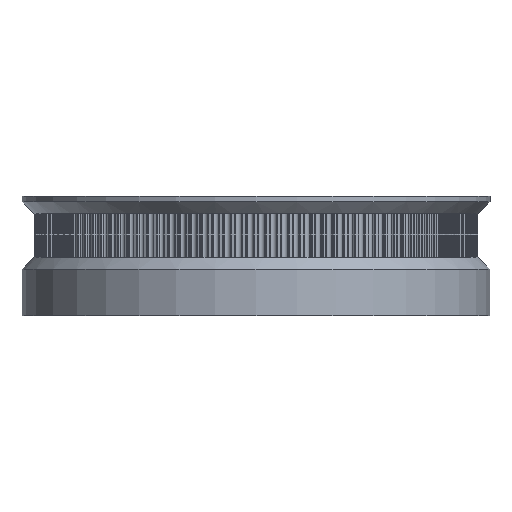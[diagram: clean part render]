
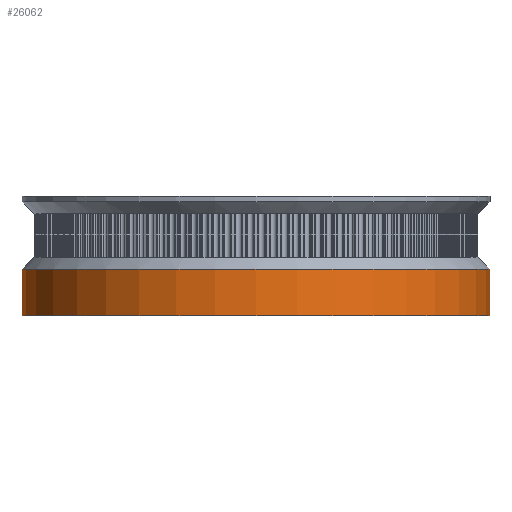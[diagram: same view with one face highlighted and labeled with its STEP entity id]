
A CAD part, front view. The second image highlights one B-rep face of the part: STEP entity #26062.
In plain terms, the highlighted cylindrical face has radius 40 mm (diameter 80 mm), a partial arc.
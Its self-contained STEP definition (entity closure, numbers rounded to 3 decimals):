
#860 = DIRECTION ( 'NONE',  ( 0., 0., 1. ) ) ;
#1433 = DIRECTION ( 'NONE',  ( 0., 0., 1. ) ) ;
#1490 = FACE_OUTER_BOUND ( 'NONE', #24091, .T. ) ;
#3613 = CARTESIAN_POINT ( 'NONE',  ( -40., 0., -2. ) ) ;
#4242 = DIRECTION ( 'NONE',  ( 1., 0., 0. ) ) ;
#4781 = ORIENTED_EDGE ( 'NONE', *, *, #29638, .T. ) ;
#5388 = VECTOR ( 'NONE', #860, 1000. ) ;
#6109 = CARTESIAN_POINT ( 'NONE',  ( 0., 0., -10. ) ) ;
#7115 = CARTESIAN_POINT ( 'NONE',  ( 40., 0., -2. ) ) ;
#7451 = CYLINDRICAL_SURFACE ( 'NONE', #22568, 40. ) ;
#7570 = CARTESIAN_POINT ( 'NONE',  ( 40., 0., -10. ) ) ;
#7634 = CARTESIAN_POINT ( 'NONE',  ( 40., 0., -10. ) ) ;
#8835 = CARTESIAN_POINT ( 'NONE',  ( -40., 0., -10. ) ) ;
#9648 = EDGE_CURVE ( 'NONE', #34477, #10287, #9886, .T. ) ;
#9739 = LINE ( 'NONE', #7570, #25154 ) ;
#9808 = DIRECTION ( 'NONE',  ( 0., 0., 1. ) ) ;
#9886 = CIRCLE ( 'NONE', #34756, 40. ) ;
#10287 = VERTEX_POINT ( 'NONE', #3613 ) ;
#11792 = EDGE_CURVE ( 'NONE', #28870, #34477, #9739, .T. ) ;
#12522 = CARTESIAN_POINT ( 'NONE',  ( 0., 0., -10. ) ) ;
#14624 = LINE ( 'NONE', #8835, #5388 ) ;
#15629 = ORIENTED_EDGE ( 'NONE', *, *, #29621, .F. ) ;
#16721 = VERTEX_POINT ( 'NONE', #27672 ) ;
#19040 = ORIENTED_EDGE ( 'NONE', *, *, #11792, .T. ) ;
#20530 = ORIENTED_EDGE ( 'NONE', *, *, #9648, .T. ) ;
#21042 = DIRECTION ( 'NONE',  ( 1., 0., 0. ) ) ;
#22568 = AXIS2_PLACEMENT_3D ( 'NONE', #12522, #9808, #21042 ) ;
#24091 = EDGE_LOOP ( 'NONE', ( #15629, #4781, #19040, #20530 ) ) ;
#25154 = VECTOR ( 'NONE', #1433, 1000. ) ;
#26062 = ADVANCED_FACE ( 'NONE', ( #1490 ), #7451, .T. ) ;
#27672 = CARTESIAN_POINT ( 'NONE',  ( -40., 0., -10. ) ) ;
#28183 = DIRECTION ( 'NONE',  ( 1., 0., 0. ) ) ;
#28870 = VERTEX_POINT ( 'NONE', #7634 ) ;
#29621 = EDGE_CURVE ( 'NONE', #16721, #10287, #14624, .T. ) ;
#29638 = EDGE_CURVE ( 'NONE', #16721, #28870, #34301, .T. ) ;
#30260 = AXIS2_PLACEMENT_3D ( 'NONE', #6109, #30909, #28183 ) ;
#30909 = DIRECTION ( 'NONE',  ( 0., 0., 1. ) ) ;
#34301 = CIRCLE ( 'NONE', #30260, 40. ) ;
#34477 = VERTEX_POINT ( 'NONE', #7115 ) ;
#34756 = AXIS2_PLACEMENT_3D ( 'NONE', #34835, #35157, #4242 ) ;
#34835 = CARTESIAN_POINT ( 'NONE',  ( 0., 0., -2. ) ) ;
#35157 = DIRECTION ( 'NONE',  ( 0., 0., -1. ) ) ;
